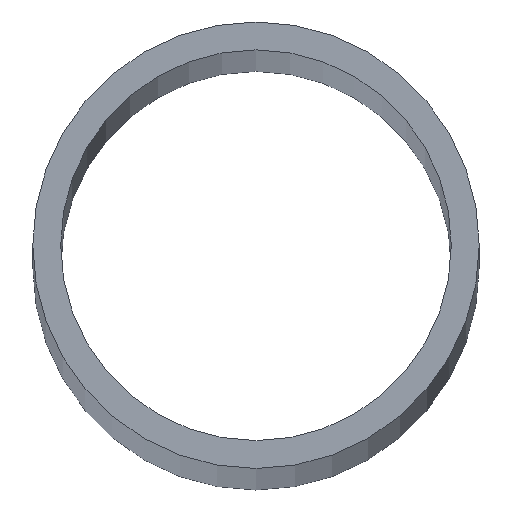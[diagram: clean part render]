
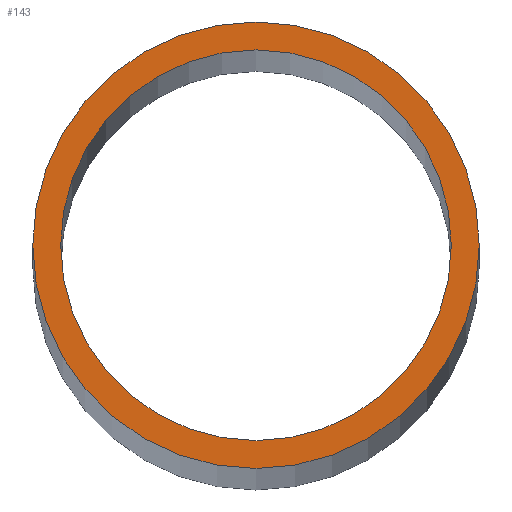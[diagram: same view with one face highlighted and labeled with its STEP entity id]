
A CAD part, top view. The second image highlights one B-rep face of the part: STEP entity #143.
In plain terms, the highlighted planar face has unit normal (0, 0, 1).
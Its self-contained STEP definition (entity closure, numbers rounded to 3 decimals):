
#11 = CARTESIAN_POINT ( 'NONE',  ( 7., 0., 220.663 ) ) ;
#22 = VERTEX_POINT ( 'NONE', #198 ) ;
#26 = PLANE ( 'NONE',  #113 ) ;
#29 = DIRECTION ( 'NONE',  ( 0., 0., 1. ) ) ;
#38 = VERTEX_POINT ( 'NONE', #164 ) ;
#41 = ORIENTED_EDGE ( 'NONE', *, *, #194, .T. ) ;
#45 = CIRCLE ( 'NONE', #87, 7. ) ;
#58 = EDGE_CURVE ( 'NONE', #225, #22, #45, .T. ) ;
#71 = DIRECTION ( 'NONE',  ( 0., 0., 1. ) ) ;
#80 = CIRCLE ( 'NONE', #192, 8. ) ;
#82 = ORIENTED_EDGE ( 'NONE', *, *, #215, .T. ) ;
#87 = AXIS2_PLACEMENT_3D ( 'NONE', #200, #103, #162 ) ;
#92 = DIRECTION ( 'NONE',  ( 1., 0., 0. ) ) ;
#93 = CARTESIAN_POINT ( 'NONE',  ( 0., 0., 220.663 ) ) ;
#96 = CIRCLE ( 'NONE', #124, 8. ) ;
#99 = AXIS2_PLACEMENT_3D ( 'NONE', #109, #183, #92 ) ;
#103 = DIRECTION ( 'NONE',  ( 0., 0., 1. ) ) ;
#107 = DIRECTION ( 'NONE',  ( 1., 0., 0. ) ) ;
#109 = CARTESIAN_POINT ( 'NONE',  ( 0., 0., 220.663 ) ) ;
#113 = AXIS2_PLACEMENT_3D ( 'NONE', #93, #188, #184 ) ;
#118 = CIRCLE ( 'NONE', #99, 7. ) ;
#124 = AXIS2_PLACEMENT_3D ( 'NONE', #189, #71, #107 ) ;
#125 = EDGE_LOOP ( 'NONE', ( #41, #82 ) ) ;
#127 = CARTESIAN_POINT ( 'NONE',  ( 0., 0., 220.663 ) ) ;
#129 = ORIENTED_EDGE ( 'NONE', *, *, #159, .F. ) ;
#132 = DIRECTION ( 'NONE',  ( 1., 0., 0. ) ) ;
#138 = ORIENTED_EDGE ( 'NONE', *, *, #58, .F. ) ;
#143 = ADVANCED_FACE ( 'NONE', ( #195, #180 ), #26, .T. ) ;
#159 = EDGE_CURVE ( 'NONE', #22, #225, #118, .T. ) ;
#162 = DIRECTION ( 'NONE',  ( 1., 0., 0. ) ) ;
#164 = CARTESIAN_POINT ( 'NONE',  ( -8., 0., 220.663 ) ) ;
#180 = FACE_BOUND ( 'NONE', #187, .T. ) ;
#183 = DIRECTION ( 'NONE',  ( 0., 0., 1. ) ) ;
#184 = DIRECTION ( 'NONE',  ( 1., 0., 0. ) ) ;
#187 = EDGE_LOOP ( 'NONE', ( #129, #138 ) ) ;
#188 = DIRECTION ( 'NONE',  ( 0., 0., 1. ) ) ;
#189 = CARTESIAN_POINT ( 'NONE',  ( 0., 0., 220.663 ) ) ;
#192 = AXIS2_PLACEMENT_3D ( 'NONE', #127, #29, #132 ) ;
#194 = EDGE_CURVE ( 'NONE', #38, #196, #96, .T. ) ;
#195 = FACE_OUTER_BOUND ( 'NONE', #125, .T. ) ;
#196 = VERTEX_POINT ( 'NONE', #238 ) ;
#198 = CARTESIAN_POINT ( 'NONE',  ( -7., 0., 220.663 ) ) ;
#200 = CARTESIAN_POINT ( 'NONE',  ( 0., 0., 220.663 ) ) ;
#215 = EDGE_CURVE ( 'NONE', #196, #38, #80, .T. ) ;
#225 = VERTEX_POINT ( 'NONE', #11 ) ;
#238 = CARTESIAN_POINT ( 'NONE',  ( 8., 0., 220.663 ) ) ;
